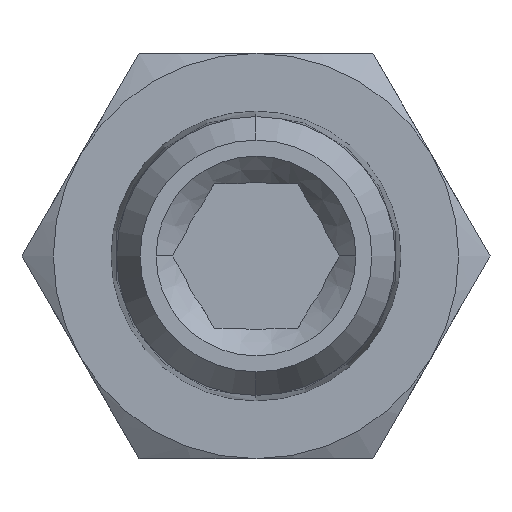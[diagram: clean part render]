
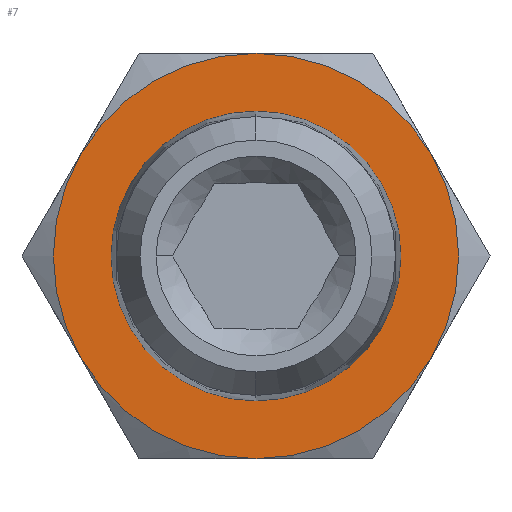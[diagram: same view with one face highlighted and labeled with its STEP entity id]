
A CAD part, front view. The second image highlights one B-rep face of the part: STEP entity #7.
In plain terms, the highlighted planar face has unit normal (0, -1, 0).
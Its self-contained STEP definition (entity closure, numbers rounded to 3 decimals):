
#7 = ADVANCED_FACE ( 'NONE', ( #2342, #2343 ), #2584, .T. ) ;
#185 = CARTESIAN_POINT ( 'NONE',  ( 0., 7.5, 0. ) ) ;
#186 = DIRECTION ( 'NONE',  ( 0., -1., 0. ) ) ;
#187 = DIRECTION ( 'NONE',  ( 0., 0., -1. ) ) ;
#190 = CARTESIAN_POINT ( 'NONE',  ( 0., 7.5, 0. ) ) ;
#191 = DIRECTION ( 'NONE',  ( 0., -1., 0. ) ) ;
#192 = DIRECTION ( 'NONE',  ( 0., 0., -1. ) ) ;
#207 = CARTESIAN_POINT ( 'NONE',  ( 0., 7.5, 0. ) ) ;
#208 = DIRECTION ( 'NONE',  ( 0., -1., 0. ) ) ;
#209 = DIRECTION ( 'NONE',  ( 0., 0., -1. ) ) ;
#224 = CARTESIAN_POINT ( 'NONE',  ( 0., 7.5, 0. ) ) ;
#225 = DIRECTION ( 'NONE',  ( 0., -1., 0. ) ) ;
#226 = DIRECTION ( 'NONE',  ( 0., 0., -1. ) ) ;
#239 = CARTESIAN_POINT ( 'NONE',  ( 0., 7.5, 0. ) ) ;
#240 = DIRECTION ( 'NONE',  ( 0., -1., 0. ) ) ;
#241 = DIRECTION ( 'NONE',  ( 0., 0., -1. ) ) ;
#255 = CARTESIAN_POINT ( 'NONE',  ( 0., 7.5, 0. ) ) ;
#256 = DIRECTION ( 'NONE',  ( 0., -1., 0. ) ) ;
#257 = DIRECTION ( 'NONE',  ( 0., 0., -1. ) ) ;
#282 = CARTESIAN_POINT ( 'NONE',  ( 0., 7.5, 0. ) ) ;
#283 = DIRECTION ( 'NONE',  ( 0., -1., 0. ) ) ;
#284 = DIRECTION ( 'NONE',  ( 0., 0., -1. ) ) ;
#744 = CARTESIAN_POINT ( 'NONE',  ( 0., 7.5, 0. ) ) ;
#745 = DIRECTION ( 'NONE',  ( 0., -1., 0. ) ) ;
#746 = DIRECTION ( 'NONE',  ( 0., 0., -1. ) ) ;
#1010 = AXIS2_PLACEMENT_3D ( 'NONE', #2553, #2551, #2546 ) ;
#1410 = AXIS2_PLACEMENT_3D ( 'NONE', #744, #745, #746 ) ;
#1426 = AXIS2_PLACEMENT_3D ( 'NONE', #185, #186, #187 ) ;
#1427 = AXIS2_PLACEMENT_3D ( 'NONE', #190, #191, #192 ) ;
#1428 = AXIS2_PLACEMENT_3D ( 'NONE', #207, #208, #209 ) ;
#1429 = AXIS2_PLACEMENT_3D ( 'NONE', #224, #225, #226 ) ;
#1430 = AXIS2_PLACEMENT_3D ( 'NONE', #239, #240, #241 ) ;
#1431 = AXIS2_PLACEMENT_3D ( 'NONE', #255, #256, #257 ) ;
#1435 = AXIS2_PLACEMENT_3D ( 'NONE', #282, #283, #284 ) ;
#1646 = CARTESIAN_POINT ( 'NONE',  ( 0., 7.5, -7. ) ) ;
#1649 = CARTESIAN_POINT ( 'NONE',  ( 0., 7.5, 5.005 ) ) ;
#1650 = CARTESIAN_POINT ( 'NONE',  ( 0., 7.5, -5.005 ) ) ;
#1688 = CARTESIAN_POINT ( 'NONE',  ( 0., 7.5, 7. ) ) ;
#1689 = CARTESIAN_POINT ( 'NONE',  ( 6.062, 7.5, 3.5 ) ) ;
#1692 = CARTESIAN_POINT ( 'NONE',  ( -6.062, 7.5, -3.5 ) ) ;
#1693 = CARTESIAN_POINT ( 'NONE',  ( -6.062, 7.5, 3.5 ) ) ;
#1694 = CARTESIAN_POINT ( 'NONE',  ( 6.062, 7.5, -3.5 ) ) ;
#2210 = EDGE_LOOP ( 'NONE', ( #3705, #3706, #3707, #3708, #3709, #3710 ) ) ;
#2214 = EDGE_LOOP ( 'NONE', ( #3711, #3712 ) ) ;
#2342 = FACE_OUTER_BOUND ( 'NONE', #2210, .T. ) ;
#2343 = FACE_BOUND ( 'NONE', #2214, .T. ) ;
#2546 = DIRECTION ( 'NONE',  ( 0., 0., -1. ) ) ;
#2551 = DIRECTION ( 'NONE',  ( 0., -1., 0. ) ) ;
#2553 = CARTESIAN_POINT ( 'NONE',  ( 5.005, 7.5, 0. ) ) ;
#2584 = PLANE ( 'NONE',  #1010 ) ;
#2856 = CIRCLE ( 'NONE', #1410, 5.005 ) ;
#2945 = CIRCLE ( 'NONE', #1426, 7. ) ;
#2948 = CIRCLE ( 'NONE', #1429, 7. ) ;
#2949 = CIRCLE ( 'NONE', #1427, 7. ) ;
#2951 = CIRCLE ( 'NONE', #1428, 7. ) ;
#2952 = CIRCLE ( 'NONE', #1430, 7. ) ;
#2953 = CIRCLE ( 'NONE', #1431, 7. ) ;
#2957 = CIRCLE ( 'NONE', #1435, 5.005 ) ;
#3280 = EDGE_CURVE ( 'NONE', #3579, #3578, #2856, .T. ) ;
#3341 = EDGE_CURVE ( 'NONE', #3574, #3623, #2945, .T. ) ;
#3342 = EDGE_CURVE ( 'NONE', #3623, #3618, #2949, .T. ) ;
#3345 = EDGE_CURVE ( 'NONE', #3618, #3617, #2951, .T. ) ;
#3348 = EDGE_CURVE ( 'NONE', #3617, #3622, #2948, .T. ) ;
#3351 = EDGE_CURVE ( 'NONE', #3622, #3621, #2952, .T. ) ;
#3354 = EDGE_CURVE ( 'NONE', #3621, #3574, #2953, .T. ) ;
#3360 = EDGE_CURVE ( 'NONE', #3578, #3579, #2957, .T. ) ;
#3574 = VERTEX_POINT ( 'NONE', #1646 ) ;
#3578 = VERTEX_POINT ( 'NONE', #1649 ) ;
#3579 = VERTEX_POINT ( 'NONE', #1650 ) ;
#3617 = VERTEX_POINT ( 'NONE', #1688 ) ;
#3618 = VERTEX_POINT ( 'NONE', #1689 ) ;
#3621 = VERTEX_POINT ( 'NONE', #1692 ) ;
#3622 = VERTEX_POINT ( 'NONE', #1693 ) ;
#3623 = VERTEX_POINT ( 'NONE', #1694 ) ;
#3705 = ORIENTED_EDGE ( 'NONE', *, *, #3341, .T. ) ;
#3706 = ORIENTED_EDGE ( 'NONE', *, *, #3342, .T. ) ;
#3707 = ORIENTED_EDGE ( 'NONE', *, *, #3345, .T. ) ;
#3708 = ORIENTED_EDGE ( 'NONE', *, *, #3348, .T. ) ;
#3709 = ORIENTED_EDGE ( 'NONE', *, *, #3351, .T. ) ;
#3710 = ORIENTED_EDGE ( 'NONE', *, *, #3354, .T. ) ;
#3711 = ORIENTED_EDGE ( 'NONE', *, *, #3360, .F. ) ;
#3712 = ORIENTED_EDGE ( 'NONE', *, *, #3280, .F. ) ;
